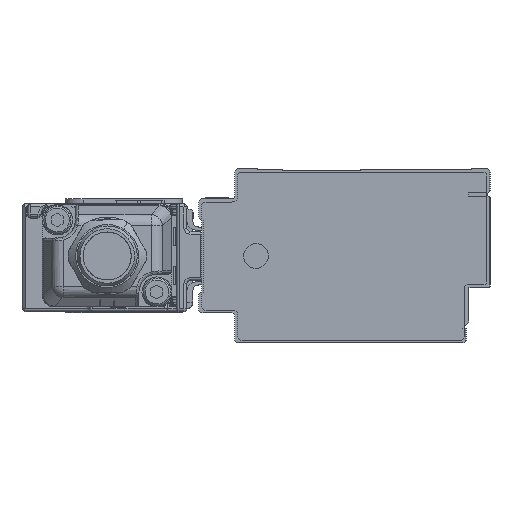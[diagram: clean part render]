
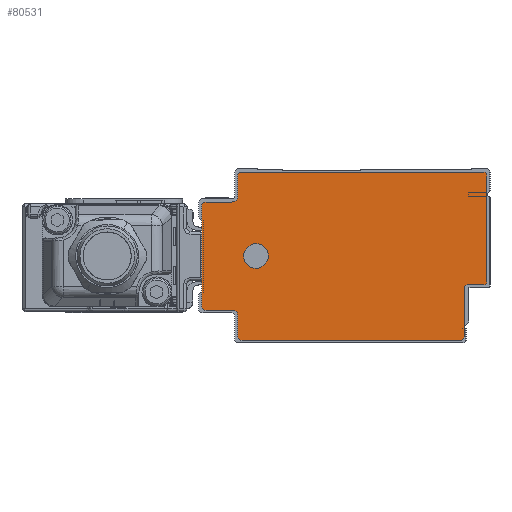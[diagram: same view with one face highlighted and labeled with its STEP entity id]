
A CAD part, left-side view. The second image highlights one B-rep face of the part: STEP entity #80531.
In plain terms, the highlighted planar face has unit normal (-1, 0, 0).
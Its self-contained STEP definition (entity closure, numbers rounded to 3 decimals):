
#78980=AXIS2_PLACEMENT_3D('Circle Axis2P3D',#78978,#78979,$) ;
#79018=AXIS2_PLACEMENT_3D('Circle Axis2P3D',#79016,#79017,$) ;
#79056=AXIS2_PLACEMENT_3D('Circle Axis2P3D',#79054,#79055,$) ;
#79094=AXIS2_PLACEMENT_3D('Circle Axis2P3D',#79092,#79093,$) ;
#80401=AXIS2_PLACEMENT_3D('Circle Axis2P3D',#80399,#80400,$) ;
#80421=AXIS2_PLACEMENT_3D('Plane Axis2P3D',#80418,#80419,#80420) ;
#80425=AXIS2_PLACEMENT_3D('Circle Axis2P3D',#80423,#80424,$) ;
#80439=AXIS2_PLACEMENT_3D('Circle Axis2P3D',#80437,#80438,$) ;
#80453=AXIS2_PLACEMENT_3D('Circle Axis2P3D',#80451,#80452,$) ;
#80467=AXIS2_PLACEMENT_3D('Circle Axis2P3D',#80465,#80466,$) ;
#80481=AXIS2_PLACEMENT_3D('Circle Axis2P3D',#80479,#80480,$) ;
#80515=AXIS2_PLACEMENT_3D('Circle Axis2P3D',#80513,#80514,$) ;
#80524=AXIS2_PLACEMENT_3D('Circle Axis2P3D',#80522,#80523,$) ;
#78936=CARTESIAN_POINT('Line Origine',(-1475.5,-3.5,19.1)) ;
#78940=CARTESIAN_POINT('Vertex',(-1475.5,-3.5,28.)) ;
#78942=CARTESIAN_POINT('Vertex',(-1475.5,-3.5,10.2)) ;
#78978=CARTESIAN_POINT('Axis2P3D Location',(-1475.5,-3.,28.)) ;
#78982=CARTESIAN_POINT('Vertex',(-1475.5,-3.,28.5)) ;
#78997=CARTESIAN_POINT('Line Origine',(-1475.5,17.25,28.5)) ;
#79001=CARTESIAN_POINT('Vertex',(-1475.5,37.5,28.5)) ;
#79016=CARTESIAN_POINT('Axis2P3D Location',(-1475.5,37.5,28.)) ;
#79020=CARTESIAN_POINT('Vertex',(-1475.5,38.,28.)) ;
#79035=CARTESIAN_POINT('Line Origine',(-1475.5,38.,26.25)) ;
#79039=CARTESIAN_POINT('Vertex',(-1475.5,38.,24.5)) ;
#79054=CARTESIAN_POINT('Axis2P3D Location',(-1475.5,39.,24.5)) ;
#79058=CARTESIAN_POINT('Vertex',(-1475.5,39.,23.5)) ;
#79073=CARTESIAN_POINT('Line Origine',(-1475.5,41.25,23.5)) ;
#79077=CARTESIAN_POINT('Vertex',(-1475.5,43.5,23.5)) ;
#79092=CARTESIAN_POINT('Axis2P3D Location',(-1475.5,43.5,23.)) ;
#79096=CARTESIAN_POINT('Vertex',(-1475.5,44.,23.)) ;
#79111=CARTESIAN_POINT('Line Origine',(-1475.5,44.,14.5)) ;
#79115=CARTESIAN_POINT('Vertex',(-1475.5,44.,6.)) ;
#80399=CARTESIAN_POINT('Axis2P3D Location',(-1475.5,-3.,10.2)) ;
#80403=CARTESIAN_POINT('Vertex',(-1475.5,-3.,9.7)) ;
#80418=CARTESIAN_POINT('Axis2P3D Location',(-1475.5,0.,0.)) ;
#80423=CARTESIAN_POINT('Axis2P3D Location',(-1475.5,43.5,6.)) ;
#80427=CARTESIAN_POINT('Vertex',(-1475.5,43.5,5.5)) ;
#80430=CARTESIAN_POINT('Line Origine',(-1475.5,41.25,5.5)) ;
#80434=CARTESIAN_POINT('Vertex',(-1475.5,39.,5.5)) ;
#80437=CARTESIAN_POINT('Axis2P3D Location',(-1475.5,39.,4.5)) ;
#80441=CARTESIAN_POINT('Vertex',(-1475.5,38.,4.5)) ;
#80444=CARTESIAN_POINT('Line Origine',(-1475.5,38.,2.75)) ;
#80448=CARTESIAN_POINT('Vertex',(-1475.5,38.,1.)) ;
#80451=CARTESIAN_POINT('Axis2P3D Location',(-1475.5,37.5,1.)) ;
#80455=CARTESIAN_POINT('Vertex',(-1475.5,37.5,0.5)) ;
#80458=CARTESIAN_POINT('Line Origine',(-1475.5,19.15,0.5)) ;
#80462=CARTESIAN_POINT('Vertex',(-1475.5,0.8,0.5)) ;
#80465=CARTESIAN_POINT('Axis2P3D Location',(-1475.5,0.8,1.)) ;
#80469=CARTESIAN_POINT('Vertex',(-1475.5,0.3,1.)) ;
#80472=CARTESIAN_POINT('Line Origine',(-1475.5,0.3,5.1)) ;
#80476=CARTESIAN_POINT('Vertex',(-1475.5,0.3,9.2)) ;
#80479=CARTESIAN_POINT('Axis2P3D Location',(-1475.5,-0.2,9.2)) ;
#80483=CARTESIAN_POINT('Vertex',(-1475.5,-0.2,9.7)) ;
#80486=CARTESIAN_POINT('Line Origine',(-1475.5,-1.6,9.7)) ;
#80513=CARTESIAN_POINT('Axis2P3D Location',(-1475.5,35.,14.5)) ;
#80517=CARTESIAN_POINT('Vertex',(-1475.5,33.186,13.509)) ;
#80519=CARTESIAN_POINT('Vertex',(-1475.5,36.814,15.491)) ;
#80522=CARTESIAN_POINT('Axis2P3D Location',(-1475.5,35.,14.5)) ;
#78937=DIRECTION('Vector Direction',(0.,0.,-1.)) ;
#78979=DIRECTION('Axis2P3D Direction',(1.,0.,0.)) ;
#78998=DIRECTION('Vector Direction',(0.,1.,0.)) ;
#79017=DIRECTION('Axis2P3D Direction',(1.,0.,0.)) ;
#79036=DIRECTION('Vector Direction',(0.,0.,1.)) ;
#79055=DIRECTION('Axis2P3D Direction',(1.,0.,0.)) ;
#79074=DIRECTION('Vector Direction',(0.,1.,0.)) ;
#79093=DIRECTION('Axis2P3D Direction',(1.,0.,0.)) ;
#79112=DIRECTION('Vector Direction',(0.,0.,1.)) ;
#80400=DIRECTION('Axis2P3D Direction',(1.,0.,0.)) ;
#80419=DIRECTION('Axis2P3D Direction',(1.,0.,0.)) ;
#80420=DIRECTION('Axis2P3D XDirection',(0.,1.,0.)) ;
#80424=DIRECTION('Axis2P3D Direction',(1.,0.,0.)) ;
#80431=DIRECTION('Vector Direction',(0.,-1.,0.)) ;
#80438=DIRECTION('Axis2P3D Direction',(1.,0.,0.)) ;
#80445=DIRECTION('Vector Direction',(0.,0.,1.)) ;
#80452=DIRECTION('Axis2P3D Direction',(1.,0.,0.)) ;
#80459=DIRECTION('Vector Direction',(0.,-1.,0.)) ;
#80466=DIRECTION('Axis2P3D Direction',(1.,0.,0.)) ;
#80473=DIRECTION('Vector Direction',(0.,0.,-1.)) ;
#80480=DIRECTION('Axis2P3D Direction',(1.,0.,0.)) ;
#80487=DIRECTION('Vector Direction',(0.,1.,0.)) ;
#80514=DIRECTION('Axis2P3D Direction',(1.,0.,0.)) ;
#80523=DIRECTION('Axis2P3D Direction',(1.,0.,0.)) ;
#78938=VECTOR('Line Direction',#78937,1.) ;
#78999=VECTOR('Line Direction',#78998,1.) ;
#79037=VECTOR('Line Direction',#79036,1.) ;
#79075=VECTOR('Line Direction',#79074,1.) ;
#79113=VECTOR('Line Direction',#79112,1.) ;
#80432=VECTOR('Line Direction',#80431,1.) ;
#80446=VECTOR('Line Direction',#80445,1.) ;
#80460=VECTOR('Line Direction',#80459,1.) ;
#80474=VECTOR('Line Direction',#80473,1.) ;
#80488=VECTOR('Line Direction',#80487,1.) ;
#80492=ORIENTED_EDGE('',*,*,#79003,.F.) ;
#80493=ORIENTED_EDGE('',*,*,#79022,.F.) ;
#80494=ORIENTED_EDGE('',*,*,#79041,.F.) ;
#80495=ORIENTED_EDGE('',*,*,#79060,.F.) ;
#80496=ORIENTED_EDGE('',*,*,#79079,.F.) ;
#80497=ORIENTED_EDGE('',*,*,#79098,.F.) ;
#80498=ORIENTED_EDGE('',*,*,#79117,.F.) ;
#80499=ORIENTED_EDGE('',*,*,#80429,.F.) ;
#80500=ORIENTED_EDGE('',*,*,#80436,.F.) ;
#80501=ORIENTED_EDGE('',*,*,#80443,.F.) ;
#80502=ORIENTED_EDGE('',*,*,#80450,.F.) ;
#80503=ORIENTED_EDGE('',*,*,#80457,.F.) ;
#80504=ORIENTED_EDGE('',*,*,#80464,.F.) ;
#80505=ORIENTED_EDGE('',*,*,#80471,.F.) ;
#80506=ORIENTED_EDGE('',*,*,#80478,.F.) ;
#80507=ORIENTED_EDGE('',*,*,#80485,.F.) ;
#80508=ORIENTED_EDGE('',*,*,#80490,.F.) ;
#80509=ORIENTED_EDGE('',*,*,#80405,.F.) ;
#80510=ORIENTED_EDGE('',*,*,#78944,.F.) ;
#80511=ORIENTED_EDGE('',*,*,#78984,.F.) ;
#80528=ORIENTED_EDGE('',*,*,#80521,.T.) ;
#80529=ORIENTED_EDGE('',*,*,#80526,.T.) ;
#80530=FACE_BOUND('',#80527,.T.) ;
#80531=ADVANCED_FACE('\X2\FF8EFF9EFF83FF9EFF68FF70\X0\.2',(#80512,#80530),#80422,.F.) ;
#78981=CIRCLE('generated circle',#78980,0.5) ;
#79019=CIRCLE('generated circle',#79018,0.5) ;
#79057=CIRCLE('generated circle',#79056,1.) ;
#79095=CIRCLE('generated circle',#79094,0.5) ;
#80402=CIRCLE('generated circle',#80401,0.5) ;
#80426=CIRCLE('generated circle',#80425,0.5) ;
#80440=CIRCLE('generated circle',#80439,1.) ;
#80454=CIRCLE('generated circle',#80453,0.5) ;
#80468=CIRCLE('generated circle',#80467,0.5) ;
#80482=CIRCLE('generated circle',#80481,0.5) ;
#80516=CIRCLE('generated circle',#80515,2.067) ;
#80525=CIRCLE('generated circle',#80524,2.067) ;
#78944=EDGE_CURVE('',#78941,#78943,#78939,.T.) ;
#78984=EDGE_CURVE('',#78983,#78941,#78981,.T.) ;
#79003=EDGE_CURVE('',#79002,#78983,#79000,.F.) ;
#79022=EDGE_CURVE('',#79021,#79002,#79019,.T.) ;
#79041=EDGE_CURVE('',#79040,#79021,#79038,.T.) ;
#79060=EDGE_CURVE('',#79059,#79040,#79057,.F.) ;
#79079=EDGE_CURVE('',#79078,#79059,#79076,.F.) ;
#79098=EDGE_CURVE('',#79097,#79078,#79095,.T.) ;
#79117=EDGE_CURVE('',#79116,#79097,#79114,.T.) ;
#80405=EDGE_CURVE('',#78943,#80404,#80402,.T.) ;
#80429=EDGE_CURVE('',#80428,#79116,#80426,.T.) ;
#80436=EDGE_CURVE('',#80435,#80428,#80433,.F.) ;
#80443=EDGE_CURVE('',#80442,#80435,#80440,.F.) ;
#80450=EDGE_CURVE('',#80449,#80442,#80447,.T.) ;
#80457=EDGE_CURVE('',#80456,#80449,#80454,.T.) ;
#80464=EDGE_CURVE('',#80463,#80456,#80461,.F.) ;
#80471=EDGE_CURVE('',#80470,#80463,#80468,.T.) ;
#80478=EDGE_CURVE('',#80477,#80470,#80475,.T.) ;
#80485=EDGE_CURVE('',#80484,#80477,#80482,.F.) ;
#80490=EDGE_CURVE('',#80404,#80484,#80489,.T.) ;
#80521=EDGE_CURVE('',#80518,#80520,#80516,.T.) ;
#80526=EDGE_CURVE('',#80520,#80518,#80525,.T.) ;
#80491=EDGE_LOOP('',(#80492,#80493,#80494,#80495,#80496,#80497,#80498,#80499,#80500,#80501,#80502,#80503,#80504,#80505,#80506,#80507,#80508,#80509,#80510,#80511)) ;
#80527=EDGE_LOOP('',(#80528,#80529)) ;
#80512=FACE_OUTER_BOUND('',#80491,.T.) ;
#78939=LINE('Line',#78936,#78938) ;
#79000=LINE('Line',#78997,#78999) ;
#79038=LINE('Line',#79035,#79037) ;
#79076=LINE('Line',#79073,#79075) ;
#79114=LINE('Line',#79111,#79113) ;
#80433=LINE('Line',#80430,#80432) ;
#80447=LINE('Line',#80444,#80446) ;
#80461=LINE('Line',#80458,#80460) ;
#80475=LINE('Line',#80472,#80474) ;
#80489=LINE('Line',#80486,#80488) ;
#80422=PLANE('Plane',#80421) ;
#78941=VERTEX_POINT('',#78940) ;
#78943=VERTEX_POINT('',#78942) ;
#78983=VERTEX_POINT('',#78982) ;
#79002=VERTEX_POINT('',#79001) ;
#79021=VERTEX_POINT('',#79020) ;
#79040=VERTEX_POINT('',#79039) ;
#79059=VERTEX_POINT('',#79058) ;
#79078=VERTEX_POINT('',#79077) ;
#79097=VERTEX_POINT('',#79096) ;
#79116=VERTEX_POINT('',#79115) ;
#80404=VERTEX_POINT('',#80403) ;
#80428=VERTEX_POINT('',#80427) ;
#80435=VERTEX_POINT('',#80434) ;
#80442=VERTEX_POINT('',#80441) ;
#80449=VERTEX_POINT('',#80448) ;
#80456=VERTEX_POINT('',#80455) ;
#80463=VERTEX_POINT('',#80462) ;
#80470=VERTEX_POINT('',#80469) ;
#80477=VERTEX_POINT('',#80476) ;
#80484=VERTEX_POINT('',#80483) ;
#80518=VERTEX_POINT('',#80517) ;
#80520=VERTEX_POINT('',#80519) ;
